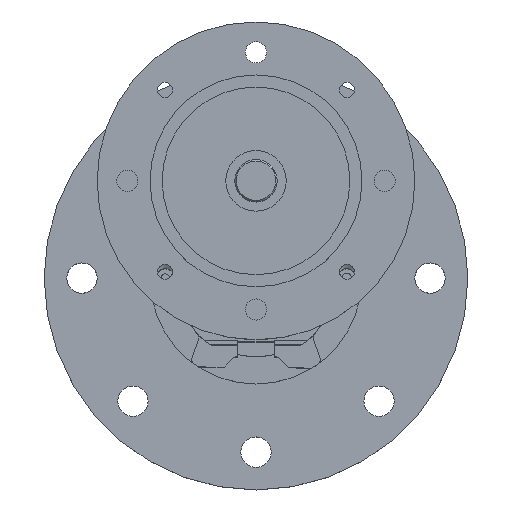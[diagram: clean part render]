
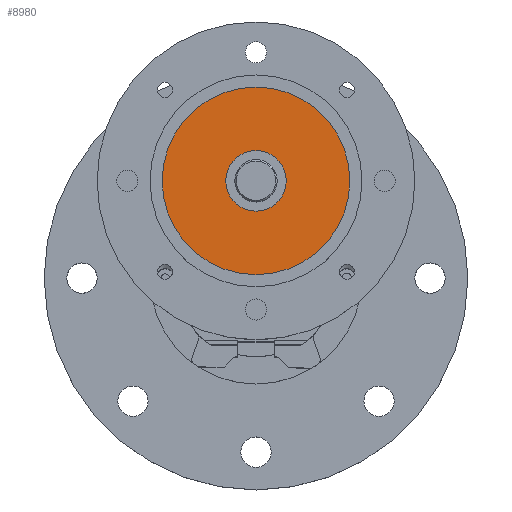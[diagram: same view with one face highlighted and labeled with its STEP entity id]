
A CAD part, top view. The second image highlights one B-rep face of the part: STEP entity #8980.
In plain terms, the highlighted planar face has unit normal (0, 0, 1).
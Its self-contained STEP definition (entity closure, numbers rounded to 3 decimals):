
#56 = CARTESIAN_POINT ( 'NONE',  ( -10., 0., -3.5 ) ) ;
#199 = CARTESIAN_POINT ( 'NONE',  ( -31., 0., -3.5 ) ) ;
#302 = CIRCLE ( 'NONE', #6689, 10. ) ;
#751 = DIRECTION ( 'NONE',  ( 0., 0., -1. ) ) ;
#869 = CIRCLE ( 'NONE', #2609, 31. ) ;
#1044 = EDGE_CURVE ( 'NONE', #10511, #3536, #9218, .T. ) ;
#1220 = VERTEX_POINT ( 'NONE', #10972 ) ;
#1415 = FACE_OUTER_BOUND ( 'NONE', #8559, .T. ) ;
#2609 = AXIS2_PLACEMENT_3D ( 'NONE', #10886, #4810, #11894 ) ;
#3536 = VERTEX_POINT ( 'NONE', #199 ) ;
#3661 = ORIENTED_EDGE ( 'NONE', *, *, #8739, .T. ) ;
#3705 = CARTESIAN_POINT ( 'NONE',  ( 0., 0., -3.5 ) ) ;
#3722 = AXIS2_PLACEMENT_3D ( 'NONE', #4920, #12053, #5980 ) ;
#4645 = AXIS2_PLACEMENT_3D ( 'NONE', #3705, #5156, #8029 ) ;
#4810 = DIRECTION ( 'NONE',  ( 0., 0., -1. ) ) ;
#4920 = CARTESIAN_POINT ( 'NONE',  ( 0., 0., -3.5 ) ) ;
#5106 = EDGE_CURVE ( 'NONE', #3536, #10511, #869, .T. ) ;
#5156 = DIRECTION ( 'NONE',  ( 0., 0., -1. ) ) ;
#5278 = VERTEX_POINT ( 'NONE', #56 ) ;
#5561 = CARTESIAN_POINT ( 'NONE',  ( 31., 0., -3.5 ) ) ;
#5685 = CARTESIAN_POINT ( 'NONE',  ( 0., 0., -3.5 ) ) ;
#5980 = DIRECTION ( 'NONE',  ( -1., 0., 0. ) ) ;
#6007 = AXIS2_PLACEMENT_3D ( 'NONE', #5685, #12768, #6691 ) ;
#6689 = AXIS2_PLACEMENT_3D ( 'NONE', #6821, #751, #7829 ) ;
#6691 = DIRECTION ( 'NONE',  ( -1., 0., 0. ) ) ;
#6821 = CARTESIAN_POINT ( 'NONE',  ( 0., 0., -3.5 ) ) ;
#7362 = ORIENTED_EDGE ( 'NONE', *, *, #8859, .T. ) ;
#7539 = EDGE_LOOP ( 'NONE', ( #3661, #7362 ) ) ;
#7829 = DIRECTION ( 'NONE',  ( -1., 0., 0. ) ) ;
#8029 = DIRECTION ( 'NONE',  ( -1., 0., 0. ) ) ;
#8559 = EDGE_LOOP ( 'NONE', ( #10716, #9455 ) ) ;
#8739 = EDGE_CURVE ( 'NONE', #1220, #5278, #9327, .T. ) ;
#8859 = EDGE_CURVE ( 'NONE', #5278, #1220, #302, .T. ) ;
#8980 = ADVANCED_FACE ( 'NONE', ( #9162, #1415 ), #9994, .F. ) ;
#9162 = FACE_BOUND ( 'NONE', #7539, .T. ) ;
#9218 = CIRCLE ( 'NONE', #4645, 31. ) ;
#9327 = CIRCLE ( 'NONE', #6007, 10. ) ;
#9455 = ORIENTED_EDGE ( 'NONE', *, *, #5106, .F. ) ;
#9994 = PLANE ( 'NONE',  #3722 ) ;
#10511 = VERTEX_POINT ( 'NONE', #5561 ) ;
#10716 = ORIENTED_EDGE ( 'NONE', *, *, #1044, .F. ) ;
#10886 = CARTESIAN_POINT ( 'NONE',  ( 0., 0., -3.5 ) ) ;
#10972 = CARTESIAN_POINT ( 'NONE',  ( 10., 0., -3.5 ) ) ;
#11894 = DIRECTION ( 'NONE',  ( -1., 0., 0. ) ) ;
#12053 = DIRECTION ( 'NONE',  ( 0., 0., -1. ) ) ;
#12768 = DIRECTION ( 'NONE',  ( 0., 0., -1. ) ) ;
